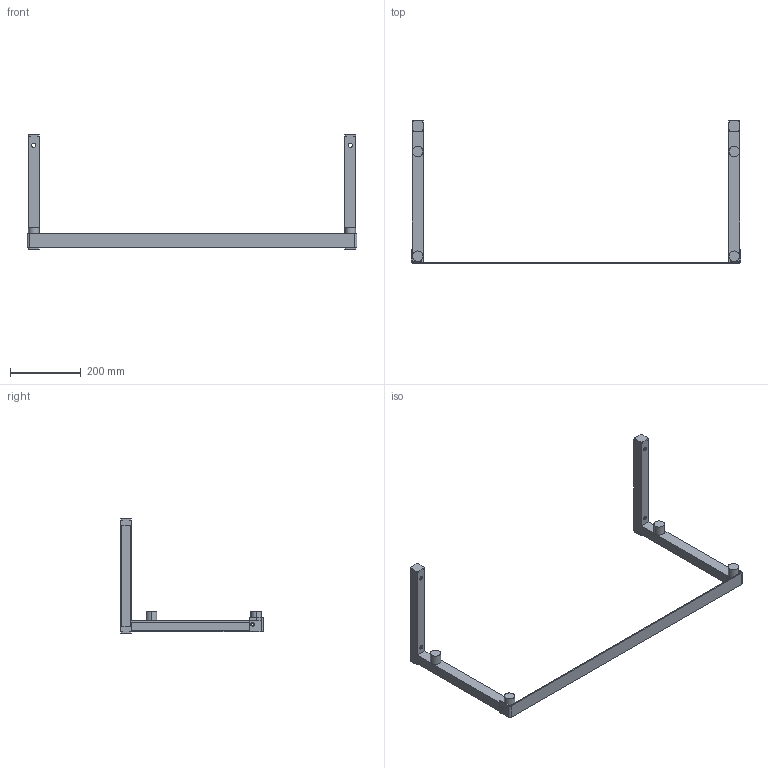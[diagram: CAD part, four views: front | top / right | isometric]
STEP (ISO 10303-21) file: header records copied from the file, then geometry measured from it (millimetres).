
FILE_DESCRIPTION(('Creo Elements/Direct Modeling STEP Export'),'2;1');
FILE_NAME('0018.0458_WSK150.stp','2017-07-21T10:09:23',(''),(''),'PTC Creo Elements/Direct Modeling STEP processor for AP214 (Solid Model)','PTC Creo Elements/Direct Modeling 19.0C 15-Aug-2015 (C) Parametric Technology GmbH','');
FILE_SCHEMA(('AUTOMOTIVE_DESIGN { 1 0 10303 214 1 1 1 1 }'));
Length unit declared in the file: millimetre
Products named in the file (2): 0018.0458_WSK150
Assembly tree (1 placements, depth 2):
  0018.0458_WSK150
    0018.0458_WSK150
Bounding box: 935 x 404 x 325 mm (x, y, z)
Volume: 669456.7 mm3; surface area: 396077.4 mm2
Topology: 1 solids, 1 shells, 164 faces, 424 edges, 278 vertices
Faces by surface type: plane 100, cylinder 64
Entity records: 4651 total; most frequent: ORIENTED_EDGE 848, CARTESIAN_POINT 774, DIRECTION 728, EDGE_CURVE 424, VERTEX_POINT 278, VECTOR 264, LINE 264, AXIS2_PLACEMENT_3D 232
